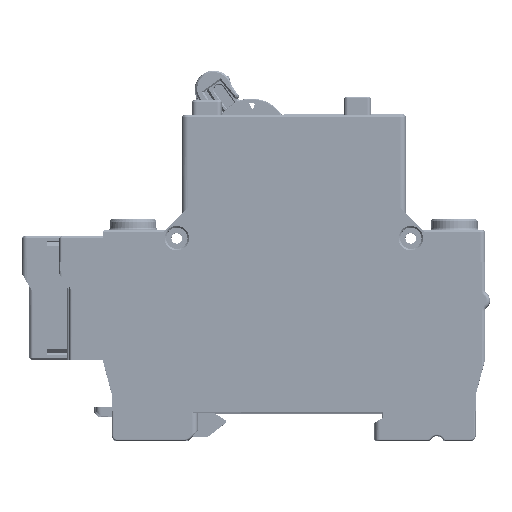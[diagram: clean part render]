
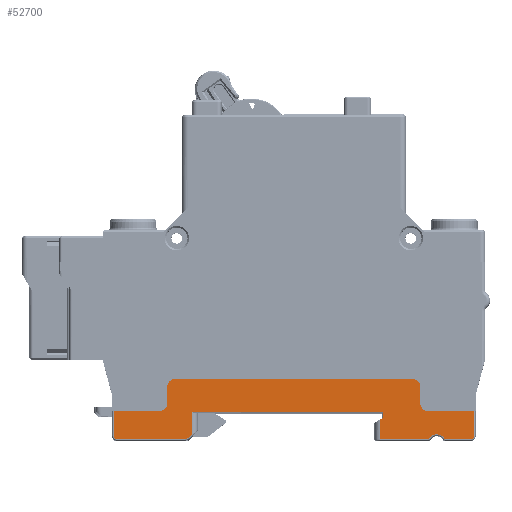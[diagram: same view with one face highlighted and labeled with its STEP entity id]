
A CAD part, top view. The second image highlights one B-rep face of the part: STEP entity #52700.
In plain terms, the highlighted planar face has unit normal (0, 0, 1).
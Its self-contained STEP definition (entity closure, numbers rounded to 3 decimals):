
#42425=DIRECTION('',(0.866,0.5,0.));
#42426=VECTOR('',#42425,0.693);
#42427=CARTESIAN_POINT('',(17.4,-38.073,1.5));
#42428=LINE('',#42427,#42426);
#42429=DIRECTION('',(-1.,0.,0.));
#42430=VECTOR('',#42429,38.5);
#42431=CARTESIAN_POINT('',(18.,-36.6,1.5));
#42432=LINE('',#42431,#42430);
#42433=DIRECTION('',(-0.707,-0.707,0.));
#42434=VECTOR('',#42433,0.603);
#42435=CARTESIAN_POINT('',(-20.5,-41.176,
1.5));
#42436=LINE('',#42435,#42434);
#42437=CARTESIAN_POINT('',(-22.128,-40.4,1.5));
#42438=DIRECTION('',(0.,0.,-1.));
#42439=DIRECTION('',(0.707,-0.707,0.));
#42440=AXIS2_PLACEMENT_3D('',#42437,#42438,#42439);
#42442=DIRECTION('',(-1.,0.,0.));
#42443=VECTOR('',#42442,13.371);
#42444=CARTESIAN_POINT('',(-22.128,-42.1,
1.5));
#42445=LINE('',#42444,#42443);
#42446=CARTESIAN_POINT('',(-35.5,-41.4,1.5));
#42447=DIRECTION('',(0.,0.,-1.));
#42448=DIRECTION('',(0.,-1.,0.));
#42449=AXIS2_PLACEMENT_3D('',#42446,#42447,#42448);
#42451=DIRECTION('',(0.,1.,0.));
#42452=VECTOR('',#42451,5.);
#42453=CARTESIAN_POINT('',(-36.2,-41.4,
1.5));
#42454=LINE('',#42453,#42452);
#42455=DIRECTION('',(1.,0.,0.));
#42456=VECTOR('',#42455,9.3);
#42457=CARTESIAN_POINT('',(-36.2,-36.4,1.5));
#42458=LINE('',#42457,#42456);
#42459=CARTESIAN_POINT('',(-26.9,-34.9,1.5));
#42460=DIRECTION('',(0.,0.,1.));
#42461=DIRECTION('',(0.,-1.,0.));
#42462=AXIS2_PLACEMENT_3D('',#42459,#42460,#42461);
#42464=DIRECTION('',(0.,1.,0.));
#42465=VECTOR('',#42464,3.4);
#42466=CARTESIAN_POINT('',(-25.4,-34.9,1.5));
#42467=LINE('',#42466,#42465);
#42468=CARTESIAN_POINT('',(-23.9,-31.5,1.5));
#42469=DIRECTION('',(0.,0.,-1.));
#42470=DIRECTION('',(-1.,0.,0.));
#42471=AXIS2_PLACEMENT_3D('',#42468,#42469,#42470);
#42473=CARTESIAN_POINT('',(23.9,-31.5,1.5));
#42474=DIRECTION('',(0.,0.,-1.));
#42475=DIRECTION('',(0.,1.,0.));
#42476=AXIS2_PLACEMENT_3D('',#42473,#42474,#42475);
#42478=DIRECTION('',(0.,-1.,0.));
#42479=VECTOR('',#42478,3.4);
#42480=CARTESIAN_POINT('',(25.4,-31.5,1.5));
#42481=LINE('',#42480,#42479);
#42482=CARTESIAN_POINT('',(26.9,-34.9,1.5));
#42483=DIRECTION('',(0.,0.,1.));
#42484=DIRECTION('',(-1.,0.,0.));
#42485=AXIS2_PLACEMENT_3D('',#42482,#42483,#42484);
#42487=DIRECTION('',(1.,0.,0.));
#42488=VECTOR('',#42487,9.3);
#42489=CARTESIAN_POINT('',(26.9,-36.4,1.5));
#42490=LINE('',#42489,#42488);
#42491=DIRECTION('',(0.,-1.,
0.));
#42492=VECTOR('',#42491,5.);
#42493=CARTESIAN_POINT('',(36.2,-36.4,1.5));
#42494=LINE('',#42493,#42492);
#42495=CARTESIAN_POINT('',(35.5,-41.4,1.5));
#42496=DIRECTION('',(0.,0.,-1.));
#42497=DIRECTION('',(1.,0.,0.));
#42498=AXIS2_PLACEMENT_3D('',#42495,#42496,#42497);
#42500=DIRECTION('',(-1.,0.,0.));
#42501=VECTOR('',#42500,5.068);
#42502=CARTESIAN_POINT('',(35.5,-42.1,
1.5));
#42503=LINE('',#42502,#42501);
#42504=CARTESIAN_POINT('',(30.432,-41.9,1.5));
#42505=DIRECTION('',(0.,0.,-1.));
#42506=DIRECTION('',(0.,-1.,
0.));
#42507=AXIS2_PLACEMENT_3D('',#42504,#42505,#42506);
#42509=CARTESIAN_POINT('',(28.7,-42.9,1.5));
#42510=DIRECTION('',(0.,0.,1.));
#42511=DIRECTION('',(0.866,0.5,0.));
#42512=AXIS2_PLACEMENT_3D('',#42509,#42510,#42511);
#42514=CARTESIAN_POINT('',(26.968,-41.9,1.5));
#42515=DIRECTION('',(0.,0.,-1.));
#42516=DIRECTION('',(0.866,-0.5,0.));
#42517=AXIS2_PLACEMENT_3D('',#42514,#42515,#42516);
#42519=DIRECTION('',(1.,0.,0.));
#42520=VECTOR('',#42519,9.568);
#42521=CARTESIAN_POINT('',(17.4,-42.1,1.5));
#42522=LINE('',#42521,#42520);
#42550=DIRECTION('',(0.,-1.,0.));
#42551=VECTOR('',#42550,4.027);
#42552=CARTESIAN_POINT('',(17.4,-38.073,1.5));
#42553=LINE('',#42552,#42551);
#42645=DIRECTION('',(-1.,0.,0.));
#42646=VECTOR('',#42645,47.8);
#42647=CARTESIAN_POINT('',(23.9,-30.,1.5));
#42648=LINE('',#42647,#42646);
#42682=DIRECTION('',(0.,-1.,0.));
#42683=VECTOR('',#42682,1.127);
#42684=CARTESIAN_POINT('',(18.,-36.6,1.5));
#42685=LINE('',#42684,#42683);
#42686=CARTESIAN_POINT('',(18.,-37.727,1.5));
#42703=DIRECTION('',(0.,1.,0.));
#42704=VECTOR('',#42703,4.576);
#42705=CARTESIAN_POINT('',(-20.5,-41.176,
1.5));
#42706=LINE('',#42705,#42704);
#46205=CARTESIAN_POINT('',(-36.2,-41.4,1.5));
#46206=VERTEX_POINT('',#46205);
#46207=CARTESIAN_POINT('',(-35.5,-42.1,
1.5));
#46208=VERTEX_POINT('',#46207);
#46209=CARTESIAN_POINT('',(-36.2,-36.4,1.5));
#46210=VERTEX_POINT('',#46209);
#46213=CARTESIAN_POINT('',(-26.9,-36.4,1.5));
#46214=VERTEX_POINT('',#46213);
#46728=VERTEX_POINT('',#42686);
#46729=CARTESIAN_POINT('',(17.4,-38.073,1.5));
#46730=VERTEX_POINT('',#46729);
#46745=CARTESIAN_POINT('',(-20.926,-41.602,
1.5));
#46746=VERTEX_POINT('',#46745);
#46747=CARTESIAN_POINT('',(-20.5,-41.176,
1.5));
#46748=VERTEX_POINT('',#46747);
#46751=CARTESIAN_POINT('',(-22.128,-42.1,
1.5));
#46752=VERTEX_POINT('',#46751);
#46755=CARTESIAN_POINT('',(17.4,-42.1,1.5));
#46756=CARTESIAN_POINT('',(26.968,-42.1,1.5));
#46757=VERTEX_POINT('',#46755);
#46758=VERTEX_POINT('',#46756);
#46759=CARTESIAN_POINT('',(18.,-36.6,1.5));
#46760=VERTEX_POINT('',#46759);
#46761=CARTESIAN_POINT('',(-20.5,-36.6,1.5));
#46762=VERTEX_POINT('',#46761);
#46763=CARTESIAN_POINT('',(-25.4,-34.9,1.5));
#46764=VERTEX_POINT('',#46763);
#46765=CARTESIAN_POINT('',(-25.4,-31.5,1.5));
#46766=VERTEX_POINT('',#46765);
#46767=CARTESIAN_POINT('',(-23.9,-30.,1.5));
#46768=VERTEX_POINT('',#46767);
#46769=CARTESIAN_POINT('',(23.9,-30.,1.5));
#46770=VERTEX_POINT('',#46769);
#46771=CARTESIAN_POINT('',(25.4,-31.5,1.5));
#46772=VERTEX_POINT('',#46771);
#46773=CARTESIAN_POINT('',(25.4,-34.9,1.5));
#46774=VERTEX_POINT('',#46773);
#46775=CARTESIAN_POINT('',(26.9,-36.4,1.5));
#46776=VERTEX_POINT('',#46775);
#46777=CARTESIAN_POINT('',(36.2,-36.4,1.5));
#46778=VERTEX_POINT('',#46777);
#46779=CARTESIAN_POINT('',(36.2,-41.4,
1.5));
#46780=VERTEX_POINT('',#46779);
#46781=CARTESIAN_POINT('',(35.5,-42.1,
1.5));
#46782=VERTEX_POINT('',#46781);
#46783=CARTESIAN_POINT('',(30.432,-42.1,
1.5));
#46784=VERTEX_POINT('',#46783);
#46785=CARTESIAN_POINT('',(30.259,-42.,
1.5));
#46786=VERTEX_POINT('',#46785);
#46787=CARTESIAN_POINT('',(27.141,-42.,
1.5));
#46788=VERTEX_POINT('',#46787);
#52648=CARTESIAN_POINT('',(0.,0.,1.5));
#52649=DIRECTION('',(0.,0.,1.));
#52650=DIRECTION('',(1.,0.,0.));
#52651=AXIS2_PLACEMENT_3D('',#52648,#52649,#52650);
#52652=PLANE('',#52651);
#52654=ORIENTED_EDGE('',*,*,#52653,.F.);
#52656=ORIENTED_EDGE('',*,*,#52655,.F.);
#52657=ORIENTED_EDGE('',*,*,#52448,.T.);
#52659=ORIENTED_EDGE('',*,*,#52658,.F.);
#52661=ORIENTED_EDGE('',*,*,#52660,.T.);
#52663=ORIENTED_EDGE('',*,*,#52662,.F.);
#52664=ORIENTED_EDGE('',*,*,#52539,.T.);
#52665=ORIENTED_EDGE('',*,*,#52555,.T.);
#52666=ORIENTED_EDGE('',*,*,#52642,.T.);
#52667=ORIENTED_EDGE('',*,*,#50074,.T.);
#52668=ORIENTED_EDGE('',*,*,#50088,.T.);
#52669=ORIENTED_EDGE('',*,*,#50105,.T.);
#52671=ORIENTED_EDGE('',*,*,#52670,.T.);
#52673=ORIENTED_EDGE('',*,*,#52672,.T.);
#52675=ORIENTED_EDGE('',*,*,#52674,.T.);
#52677=ORIENTED_EDGE('',*,*,#52676,.F.);
#52679=ORIENTED_EDGE('',*,*,#52678,.T.);
#52681=ORIENTED_EDGE('',*,*,#52680,.T.);
#52683=ORIENTED_EDGE('',*,*,#52682,.T.);
#52685=ORIENTED_EDGE('',*,*,#52684,.T.);
#52687=ORIENTED_EDGE('',*,*,#52686,.T.);
#52689=ORIENTED_EDGE('',*,*,#52688,.T.);
#52691=ORIENTED_EDGE('',*,*,#52690,.T.);
#52693=ORIENTED_EDGE('',*,*,#52692,.T.);
#52695=ORIENTED_EDGE('',*,*,#52694,.T.);
#52697=ORIENTED_EDGE('',*,*,#52696,.T.);
#52698=EDGE_LOOP('',(#52654,#52656,#52657,#52659,#52661,#52663,#52664,#52665,
#52666,#52667,#52668,#52669,#52671,#52673,#52675,#52677,#52679,#52681,#52683,
#52685,#52687,#52689,#52691,#52693,#52695,#52697));
#52699=FACE_OUTER_BOUND('',#52698,.F.);
#52700=ADVANCED_FACE('',(#52699),#52652,.T.);
#42441=CIRCLE('',#42440,1.7);
#42450=CIRCLE('',#42449,0.7);
#42463=CIRCLE('',#42462,1.5);
#42472=CIRCLE('',#42471,1.5);
#42477=CIRCLE('',#42476,1.5);
#42486=CIRCLE('',#42485,1.5);
#42499=CIRCLE('',#42498,0.7);
#42508=CIRCLE('',#42507,0.2);
#42513=CIRCLE('',#42512,1.8);
#42518=CIRCLE('',#42517,0.2);
#50074=EDGE_CURVE('',#46208,#46206,#42450,.T.);
#50088=EDGE_CURVE('',#46206,#46210,#42454,.T.);
#50105=EDGE_CURVE('',#46210,#46214,#42458,.T.);
#52448=EDGE_CURVE('',#46730,#46728,#42428,.T.);
#52539=EDGE_CURVE('',#46748,#46746,#42436,.T.);
#52555=EDGE_CURVE('',#46746,#46752,#42441,.T.);
#52642=EDGE_CURVE('',#46752,#46208,#42445,.T.);
#52653=EDGE_CURVE('',#46757,#46758,#42522,.T.);
#52655=EDGE_CURVE('',#46730,#46757,#42553,.T.);
#52658=EDGE_CURVE('',#46760,#46728,#42685,.T.);
#52660=EDGE_CURVE('',#46760,#46762,#42432,.T.);
#52662=EDGE_CURVE('',#46748,#46762,#42706,.T.);
#52670=EDGE_CURVE('',#46214,#46764,#42463,.T.);
#52672=EDGE_CURVE('',#46764,#46766,#42467,.T.);
#52674=EDGE_CURVE('',#46766,#46768,#42472,.T.);
#52676=EDGE_CURVE('',#46770,#46768,#42648,.T.);
#52678=EDGE_CURVE('',#46770,#46772,#42477,.T.);
#52680=EDGE_CURVE('',#46772,#46774,#42481,.T.);
#52682=EDGE_CURVE('',#46774,#46776,#42486,.T.);
#52684=EDGE_CURVE('',#46776,#46778,#42490,.T.);
#52686=EDGE_CURVE('',#46778,#46780,#42494,.T.);
#52688=EDGE_CURVE('',#46780,#46782,#42499,.T.);
#52690=EDGE_CURVE('',#46782,#46784,#42503,.T.);
#52692=EDGE_CURVE('',#46784,#46786,#42508,.T.);
#52694=EDGE_CURVE('',#46786,#46788,#42513,.T.);
#52696=EDGE_CURVE('',#46788,#46758,#42518,.T.);
